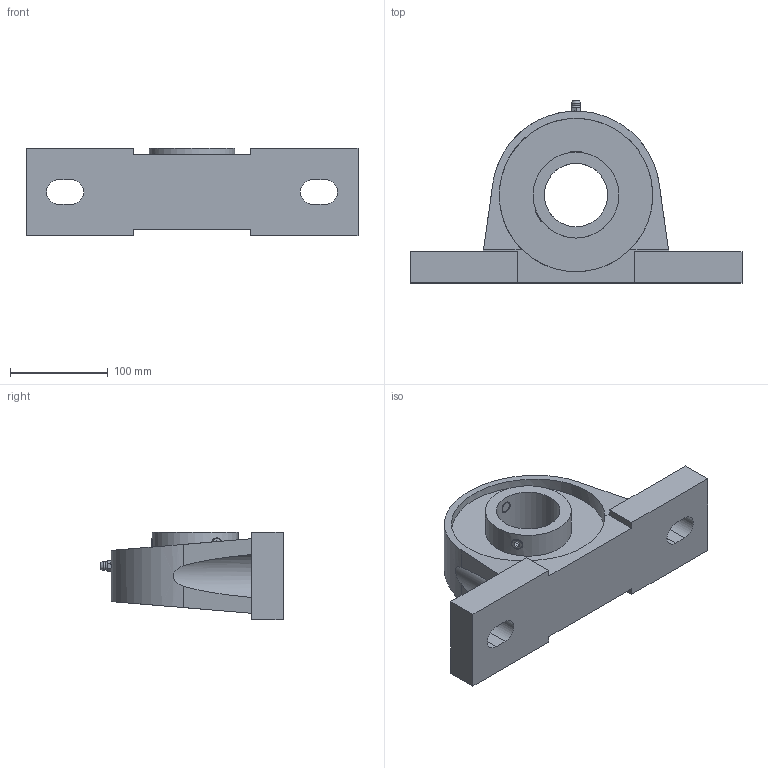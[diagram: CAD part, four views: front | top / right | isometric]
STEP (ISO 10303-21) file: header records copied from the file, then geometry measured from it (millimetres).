
FILE_DESCRIPTION( ( 'STEP AP214' ), ' ' );
FILE_NAME( 'UCP313.stp', '2018-05-30T06:16:38', ( '' ), ( '' ), ' ', 'PARTsolutions', ' ' );
FILE_SCHEMA( ( 'AUTOMOTIVE_DESIGN { 1 0 10303 214 1 1 1 1 }' ) );
Length unit declared in the file: millimetre
Products named in the file (2): UCP313; _UCP313.-Housing
Assembly tree (1 placements, depth 2):
  UCP313
    _UCP313.-Housing
Bounding box: 340 x 186.5 x 90 mm (x, y, z)
Volume: 1728687 mm3; surface area: 178359.8 mm2
Topology: 1 solids, 1 shells, 101 faces, 248 edges, 158 vertices
Faces by surface type: plane 54, cylinder 26, cone 19, torus 2
Full cylindrical faces by diameter (mm): 7.38 x2, 12 x2, 65 x1, 88 x2, 157.25 x2
Entity records: 4080 total; most frequent: CARTESIAN_POINT 1015, DIRECTION 448, ORIENTED_EDGE 434, EDGE_CURVE 217, AXIS2_PLACEMENT_3D 166, VERTEX_POINT 147, EDGE_LOOP 134, LINE 116
